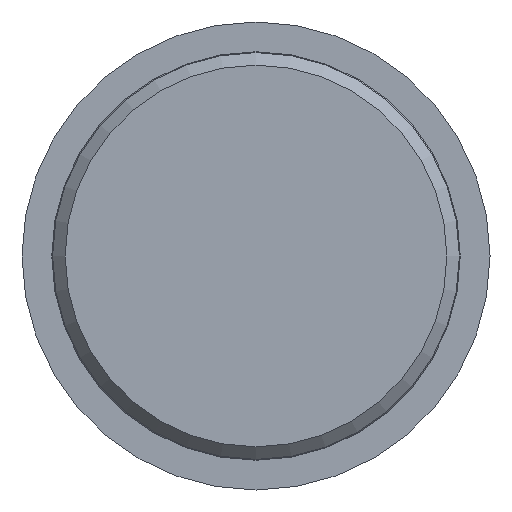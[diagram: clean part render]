
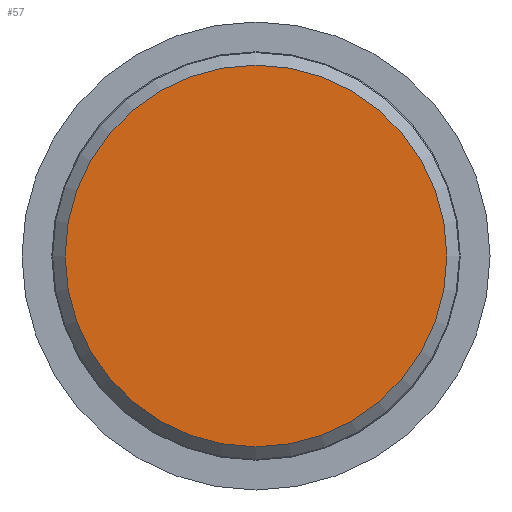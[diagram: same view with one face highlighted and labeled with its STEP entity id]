
A CAD part, front view. The second image highlights one B-rep face of the part: STEP entity #57.
In plain terms, the highlighted planar face has unit normal (0, -1, 0).
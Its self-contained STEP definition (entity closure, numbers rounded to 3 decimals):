
#57 = ADVANCED_FACE( '', ( #125 ), #126, .F. );
#125 = FACE_OUTER_BOUND( '', #202, .T. );
#126 = PLANE( '', #203 );
#202 = EDGE_LOOP( '', ( #295 ) );
#203 = AXIS2_PLACEMENT_3D( '', #296, #297, #298 );
#295 = ORIENTED_EDGE( '', *, *, #433, .T. );
#296 = CARTESIAN_POINT( '', ( 22.423, -16., 0. ) );
#297 = DIRECTION( '', ( 0., 1., 0. ) );
#298 = DIRECTION( '', ( 0., 0., 1. ) );
#433 = EDGE_CURVE( '', #507, #507, #508, .T. );
#507 = VERTEX_POINT( '', #625 );
#508 = CIRCLE( '', #626, 22.423 );
#625 = CARTESIAN_POINT( '', ( 0., -16., -22.423 ) );
#626 = AXIS2_PLACEMENT_3D( '', #741, #742, #743 );
#741 = CARTESIAN_POINT( '', ( 0., -16., 0. ) );
#742 = DIRECTION( '', ( 0., -1., 0. ) );
#743 = DIRECTION( '', ( 0., 0., -1. ) );
